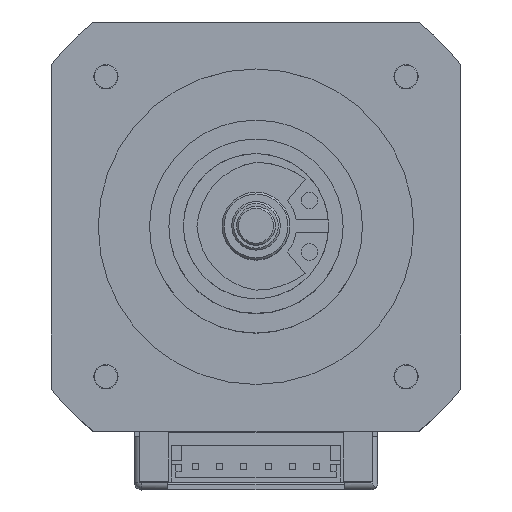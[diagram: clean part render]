
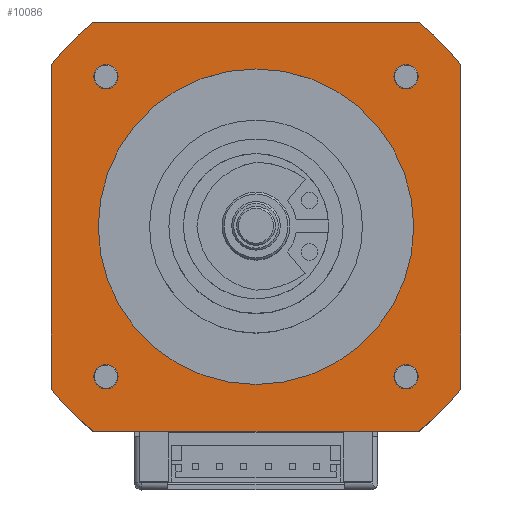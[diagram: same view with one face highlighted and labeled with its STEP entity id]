
A CAD part, top view. The second image highlights one B-rep face of the part: STEP entity #10086.
In plain terms, the highlighted planar face has unit normal (0, 0, 1).
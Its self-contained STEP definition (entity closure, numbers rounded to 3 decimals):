
#9564=CARTESIAN_POINT('',(16.3,0.,16.15));
#9565=VERTEX_POINT('',#9564);
#9566=CARTESIAN_POINT('',(0.,0.0,16.15));
#9567=DIRECTION('',(0.0,0.0,-1.0));
#9568=DIRECTION('',(-1.0,0.0,0.0));
#9569=AXIS2_PLACEMENT_3D('',#9566,#9567,#9568);
#9570=CIRCLE('',#9569,16.3);
#9571=EDGE_CURVE('',#9565,#9565,#9570,.T.);
#9740=CARTESIAN_POINT('',(21.15,16.783,16.15));
#9741=VERTEX_POINT('',#9740);
#9748=CARTESIAN_POINT('',(21.15,-16.783,16.15));
#9749=VERTEX_POINT('',#9748);
#9750=CARTESIAN_POINT('',(21.15,-16.783,16.15));
#9751=DIRECTION('',(0.0,1.0,0.0));
#9752=VECTOR('',#9751,33.567);
#9753=LINE('',#9750,#9752);
#9754=EDGE_CURVE('',#9749,#9741,#9753,.T.);
#9789=CARTESIAN_POINT('',(-16.783,21.15,16.15));
#9790=VERTEX_POINT('',#9789);
#9797=CARTESIAN_POINT('',(16.783,21.15,16.15));
#9798=VERTEX_POINT('',#9797);
#9799=CARTESIAN_POINT('',(16.783,21.15,16.15));
#9800=DIRECTION('',(-1.0,0.0,0.0));
#9801=VECTOR('',#9800,33.567);
#9802=LINE('',#9799,#9801);
#9803=EDGE_CURVE('',#9798,#9790,#9802,.T.);
#9902=CARTESIAN_POINT('',(-21.15,-16.783,16.15));
#9903=VERTEX_POINT('',#9902);
#9904=CARTESIAN_POINT('',(-16.783,-21.15,16.15));
#9905=VERTEX_POINT('',#9904);
#9906=CARTESIAN_POINT('',(0.,0.0,16.15));
#9907=DIRECTION('',(0.0,0.0,1.0));
#9908=DIRECTION('',(0.622,0.783,0.0));
#9909=AXIS2_PLACEMENT_3D('',#9906,#9907,#9908);
#9910=CIRCLE('',#9909,27.0);
#9911=EDGE_CURVE('',#9903,#9905,#9910,.T.);
#9962=CARTESIAN_POINT('',(-21.15,16.783,16.15));
#9963=VERTEX_POINT('',#9962);
#9964=CARTESIAN_POINT('',(-21.15,16.783,16.15));
#9965=DIRECTION('',(0.0,-1.0,0.0));
#9966=VECTOR('',#9965,33.567);
#9967=LINE('',#9964,#9966);
#9968=EDGE_CURVE('',#9963,#9903,#9967,.T.);
#9987=CARTESIAN_POINT('',(16.783,-21.15,16.15));
#9988=VERTEX_POINT('',#9987);
#9989=CARTESIAN_POINT('',(0.,0.0,16.15));
#9990=DIRECTION('',(0.0,0.0,1.0));
#9991=DIRECTION('',(-0.622,0.783,0.0));
#9992=AXIS2_PLACEMENT_3D('',#9989,#9990,#9991);
#9993=CIRCLE('',#9992,27.);
#9994=EDGE_CURVE('',#9988,#9749,#9993,.T.);
#10007=CARTESIAN_POINT('',(0.,0.,16.15));
#10008=DIRECTION('',(0.0,0.0,1.0));
#10009=DIRECTION('',(1.0,0.0,0.0));
#10010=AXIS2_PLACEMENT_3D('',#10007,#10008,#10009);
#10011=PLANE('',#10010);
#10012=ORIENTED_EDGE('',*,*,#9911,.T.);
#10013=CARTESIAN_POINT('',(-16.783,-21.15,16.15));
#10014=DIRECTION('',(1.0,0.0,0.0));
#10015=VECTOR('',#10014,33.567);
#10016=LINE('',#10013,#10015);
#10017=EDGE_CURVE('',#9905,#9988,#10016,.T.);
#10018=ORIENTED_EDGE('',*,*,#10017,.T.);
#10019=ORIENTED_EDGE('',*,*,#9994,.T.);
#10020=ORIENTED_EDGE('',*,*,#9754,.T.);
#10021=CARTESIAN_POINT('',(0.,0.0,16.15));
#10022=DIRECTION('',(0.0,0.0,1.0));
#10023=DIRECTION('',(-0.622,-0.783,0.0));
#10024=AXIS2_PLACEMENT_3D('',#10021,#10022,#10023);
#10025=CIRCLE('',#10024,27.0);
#10026=EDGE_CURVE('',#9741,#9798,#10025,.T.);
#10027=ORIENTED_EDGE('',*,*,#10026,.T.);
#10028=ORIENTED_EDGE('',*,*,#9803,.T.);
#10029=CARTESIAN_POINT('',(0.,0.0,16.15));
#10030=DIRECTION('',(0.0,0.0,1.0));
#10031=DIRECTION('',(0.622,-0.783,0.0));
#10032=AXIS2_PLACEMENT_3D('',#10029,#10030,#10031);
#10033=CIRCLE('',#10032,27.);
#10034=EDGE_CURVE('',#9790,#9963,#10033,.T.);
#10035=ORIENTED_EDGE('',*,*,#10034,.T.);
#10036=ORIENTED_EDGE('',*,*,#9968,.T.);
#10037=EDGE_LOOP('',(#10012,#10018,#10019,#10020,#10027,#10028,#10035,#10036));
#10038=FACE_OUTER_BOUND('',#10037,.T.);
#10039=ORIENTED_EDGE('',*,*,#9571,.T.);
#10040=EDGE_LOOP('',(#10039));
#10041=FACE_BOUND('',#10040,.T.);
#10042=CARTESIAN_POINT('',(16.75,-15.5,16.15));
#10043=VERTEX_POINT('',#10042);
#10044=CARTESIAN_POINT('',(15.5,-15.5,16.15));
#10045=DIRECTION('',(0.0,0.0,-1.0));
#10046=DIRECTION('',(1.0,0.0,0.0));
#10047=AXIS2_PLACEMENT_3D('',#10044,#10045,#10046);
#10048=CIRCLE('',#10047,1.25);
#10049=EDGE_CURVE('',#10043,#10043,#10048,.T.);
#10050=ORIENTED_EDGE('',*,*,#10049,.T.);
#10051=EDGE_LOOP('',(#10050));
#10052=FACE_BOUND('',#10051,.T.);
#10053=CARTESIAN_POINT('',(16.75,15.5,16.15));
#10054=VERTEX_POINT('',#10053);
#10055=CARTESIAN_POINT('',(15.5,15.5,16.15));
#10056=DIRECTION('',(0.0,0.0,-1.0));
#10057=DIRECTION('',(1.0,0.0,0.0));
#10058=AXIS2_PLACEMENT_3D('',#10055,#10056,#10057);
#10059=CIRCLE('',#10058,1.25);
#10060=EDGE_CURVE('',#10054,#10054,#10059,.T.);
#10061=ORIENTED_EDGE('',*,*,#10060,.T.);
#10062=EDGE_LOOP('',(#10061));
#10063=FACE_BOUND('',#10062,.T.);
#10064=CARTESIAN_POINT('',(-14.25,15.5,16.15));
#10065=VERTEX_POINT('',#10064);
#10066=CARTESIAN_POINT('',(-15.5,15.5,16.15));
#10067=DIRECTION('',(0.0,0.0,-1.0));
#10068=DIRECTION('',(1.0,0.0,0.0));
#10069=AXIS2_PLACEMENT_3D('',#10066,#10067,#10068);
#10070=CIRCLE('',#10069,1.25);
#10071=EDGE_CURVE('',#10065,#10065,#10070,.T.);
#10072=ORIENTED_EDGE('',*,*,#10071,.T.);
#10073=EDGE_LOOP('',(#10072));
#10074=FACE_BOUND('',#10073,.T.);
#10075=CARTESIAN_POINT('',(-14.25,-15.5,16.15));
#10076=VERTEX_POINT('',#10075);
#10077=CARTESIAN_POINT('',(-15.5,-15.5,16.15));
#10078=DIRECTION('',(0.0,0.0,-1.0));
#10079=DIRECTION('',(1.0,0.0,0.0));
#10080=AXIS2_PLACEMENT_3D('',#10077,#10078,#10079);
#10081=CIRCLE('',#10080,1.25);
#10082=EDGE_CURVE('',#10076,#10076,#10081,.T.);
#10083=ORIENTED_EDGE('',*,*,#10082,.T.);
#10084=EDGE_LOOP('',(#10083));
#10085=FACE_BOUND('',#10084,.T.);
#10086=ADVANCED_FACE('',(#10038,#10041,#10052,#10063,#10074,#10085),#10011,.T.);
